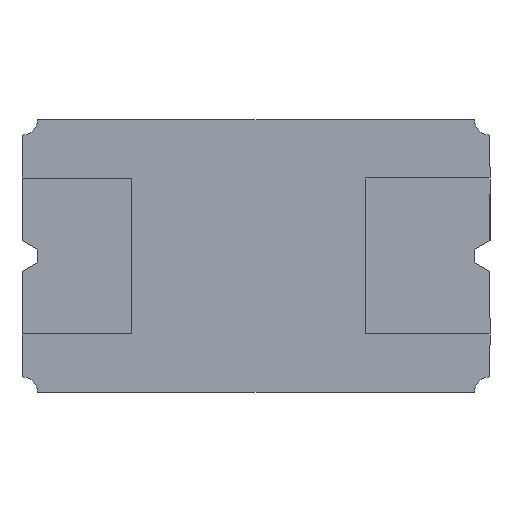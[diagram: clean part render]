
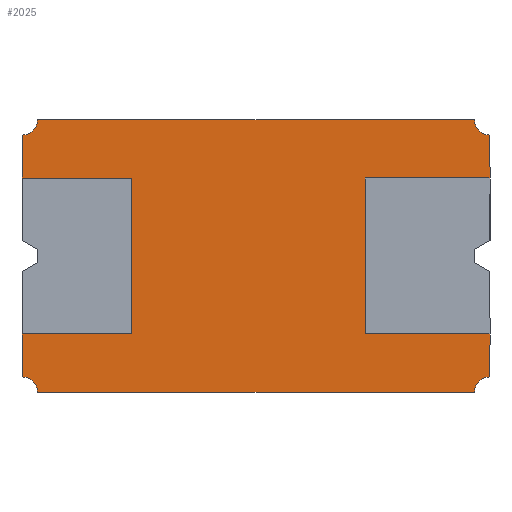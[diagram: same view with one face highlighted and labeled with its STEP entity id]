
A CAD part, front view. The second image highlights one B-rep face of the part: STEP entity #2025.
In plain terms, the highlighted planar face has unit normal (0, -1, 0).
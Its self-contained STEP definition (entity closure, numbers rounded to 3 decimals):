
#52 = EDGE_CURVE ( 'NONE', #601, #2378, #423, .T. ) ;
#56 = DIRECTION ( 'NONE',  ( 0., 0., -1. ) ) ;
#60 = ORIENTED_EDGE ( 'NONE', *, *, #1428, .F. ) ;
#93 = CARTESIAN_POINT ( 'NONE',  ( -1.6, 0., 1. ) ) ;
#121 = VECTOR ( 'NONE', #368, 1000. ) ;
#126 = ORIENTED_EDGE ( 'NONE', *, *, #1876, .F. ) ;
#140 = CARTESIAN_POINT ( 'NONE',  ( 2.8, 0., -1.75 ) ) ;
#151 = AXIS2_PLACEMENT_3D ( 'NONE', #1833, #1458, #509 ) ;
#210 = AXIS2_PLACEMENT_3D ( 'NONE', #977, #255, #56 ) ;
#216 = EDGE_CURVE ( 'NONE', #601, #2294, #1668, .T. ) ;
#255 = DIRECTION ( 'NONE',  ( 0., -1., 0. ) ) ;
#328 = ORIENTED_EDGE ( 'NONE', *, *, #2086, .F. ) ;
#335 = DIRECTION ( 'NONE',  ( 0., 0., -1. ) ) ;
#343 = VERTEX_POINT ( 'NONE', #417 ) ;
#352 = EDGE_LOOP ( 'NONE', ( #2061, #1722, #816, #2284, #2358, #1393, #384, #486, #938, #914, #328, #1949, #2038, #897, #126, #60 ) ) ;
#368 = DIRECTION ( 'NONE',  ( 0., 0., 1. ) ) ;
#384 = ORIENTED_EDGE ( 'NONE', *, *, #599, .F. ) ;
#390 = LINE ( 'NONE', #409, #2024 ) ;
#393 = CARTESIAN_POINT ( 'NONE',  ( -3., 0., 1.75 ) ) ;
#409 = CARTESIAN_POINT ( 'NONE',  ( 3., 0., 1.75 ) ) ;
#411 = CARTESIAN_POINT ( 'NONE',  ( -2.8, 0., -1.75 ) ) ;
#417 = CARTESIAN_POINT ( 'NONE',  ( -3., 0., -1.55 ) ) ;
#423 = CIRCLE ( 'NONE', #2240, 0.2 ) ;
#486 = ORIENTED_EDGE ( 'NONE', *, *, #1274, .F. ) ;
#487 = CARTESIAN_POINT ( 'NONE',  ( 1.4, 0., -1. ) ) ;
#505 = VECTOR ( 'NONE', #972, 1000. ) ;
#509 = DIRECTION ( 'NONE',  ( 0., 0., 1. ) ) ;
#511 = CARTESIAN_POINT ( 'NONE',  ( -2.8, 0., 1.75 ) ) ;
#586 = EDGE_CURVE ( 'NONE', #1455, #1295, #1755, .T. ) ;
#589 = CARTESIAN_POINT ( 'NONE',  ( -3., 0., 1.75 ) ) ;
#599 = EDGE_CURVE ( 'NONE', #693, #2378, #866, .T. ) ;
#600 = DIRECTION ( 'NONE',  ( 0., 1., 0. ) ) ;
#601 = VERTEX_POINT ( 'NONE', #2356 ) ;
#605 = LINE ( 'NONE', #2168, #1405 ) ;
#619 = DIRECTION ( 'NONE',  ( 0., 0., 1. ) ) ;
#623 = LINE ( 'NONE', #589, #505 ) ;
#652 = CARTESIAN_POINT ( 'NONE',  ( -3., 0., 1.55 ) ) ;
#658 = VERTEX_POINT ( 'NONE', #1819 ) ;
#661 = VERTEX_POINT ( 'NONE', #1830 ) ;
#693 = VERTEX_POINT ( 'NONE', #511 ) ;
#709 = EDGE_CURVE ( 'NONE', #2294, #2328, #778, .T. ) ;
#753 = VECTOR ( 'NONE', #1775, 1000. ) ;
#777 = CARTESIAN_POINT ( 'NONE',  ( 1.4, 0., 1. ) ) ;
#778 = LINE ( 'NONE', #922, #2153 ) ;
#791 = CARTESIAN_POINT ( 'NONE',  ( 3., 0., 1.75 ) ) ;
#816 = ORIENTED_EDGE ( 'NONE', *, *, #1517, .F. ) ;
#839 = VECTOR ( 'NONE', #619, 1000. ) ;
#866 = LINE ( 'NONE', #1063, #2349 ) ;
#897 = ORIENTED_EDGE ( 'NONE', *, *, #1998, .F. ) ;
#914 = ORIENTED_EDGE ( 'NONE', *, *, #1092, .F. ) ;
#922 = CARTESIAN_POINT ( 'NONE',  ( 1.4, 0., 1. ) ) ;
#938 = ORIENTED_EDGE ( 'NONE', *, *, #1075, .F. ) ;
#958 = VERTEX_POINT ( 'NONE', #93 ) ;
#972 = DIRECTION ( 'NONE',  ( 0., 0., 1. ) ) ;
#977 = CARTESIAN_POINT ( 'NONE',  ( 3., 0., -1.75 ) ) ;
#1035 = FACE_OUTER_BOUND ( 'NONE', #352, .T. ) ;
#1063 = CARTESIAN_POINT ( 'NONE',  ( 3., 0., 1.75 ) ) ;
#1075 = EDGE_CURVE ( 'NONE', #1404, #1518, #1983, .T. ) ;
#1092 = EDGE_CURVE ( 'NONE', #958, #1404, #605, .T. ) ;
#1095 = DIRECTION ( 'NONE',  ( -1., 0., 0. ) ) ;
#1145 = CARTESIAN_POINT ( 'NONE',  ( -1.6, 0., -1. ) ) ;
#1179 = CARTESIAN_POINT ( 'NONE',  ( 1.4, 0., -1. ) ) ;
#1186 = CARTESIAN_POINT ( 'NONE',  ( -3., 0., 1. ) ) ;
#1208 = DIRECTION ( 'NONE',  ( 0., 0., -1. ) ) ;
#1225 = LINE ( 'NONE', #487, #1829 ) ;
#1239 = VECTOR ( 'NONE', #1208, 1000. ) ;
#1254 = DIRECTION ( 'NONE',  ( -1., 0., 0. ) ) ;
#1274 = EDGE_CURVE ( 'NONE', #1518, #693, #1315, .T. ) ;
#1276 = CARTESIAN_POINT ( 'NONE',  ( -3., 0., -1.75 ) ) ;
#1287 = PLANE ( 'NONE',  #151 ) ;
#1295 = VERTEX_POINT ( 'NONE', #1145 ) ;
#1310 = CARTESIAN_POINT ( 'NONE',  ( -1.6, 0., -1. ) ) ;
#1315 = CIRCLE ( 'NONE', #2353, 0.2 ) ;
#1324 = DIRECTION ( 'NONE',  ( 0., -1., 0. ) ) ;
#1366 = VERTEX_POINT ( 'NONE', #411 ) ;
#1393 = ORIENTED_EDGE ( 'NONE', *, *, #52, .T. ) ;
#1396 = CARTESIAN_POINT ( 'NONE',  ( 3., 0., 1.75 ) ) ;
#1404 = VERTEX_POINT ( 'NONE', #1186 ) ;
#1405 = VECTOR ( 'NONE', #1254, 1000. ) ;
#1428 = EDGE_CURVE ( 'NONE', #661, #1626, #1988, .T. ) ;
#1438 = VECTOR ( 'NONE', #1629, 1000. ) ;
#1455 = VERTEX_POINT ( 'NONE', #1934 ) ;
#1458 = DIRECTION ( 'NONE',  ( 0., 1., 0. ) ) ;
#1517 = EDGE_CURVE ( 'NONE', #2328, #2205, #2350, .T. ) ;
#1518 = VERTEX_POINT ( 'NONE', #652 ) ;
#1539 = DIRECTION ( 'NONE',  ( 0., 0., -1. ) ) ;
#1572 = AXIS2_PLACEMENT_3D ( 'NONE', #1276, #2368, #335 ) ;
#1574 = CARTESIAN_POINT ( 'NONE',  ( 1.4, 0., -1. ) ) ;
#1600 = EDGE_CURVE ( 'NONE', #2205, #658, #1225, .T. ) ;
#1626 = VERTEX_POINT ( 'NONE', #140 ) ;
#1629 = DIRECTION ( 'NONE',  ( 1., 0., 0. ) ) ;
#1634 = CIRCLE ( 'NONE', #1572, 0.2 ) ;
#1655 = DIRECTION ( 'NONE',  ( 1., 0., 0. ) ) ;
#1668 = LINE ( 'NONE', #1396, #1239 ) ;
#1706 = DIRECTION ( 'NONE',  ( 0., 0., -1. ) ) ;
#1722 = ORIENTED_EDGE ( 'NONE', *, *, #1600, .F. ) ;
#1742 = CARTESIAN_POINT ( 'NONE',  ( -3., 0., 1.75 ) ) ;
#1743 = LINE ( 'NONE', #2343, #2109 ) ;
#1755 = LINE ( 'NONE', #2370, #1438 ) ;
#1775 = DIRECTION ( 'NONE',  ( 0., 0., -1. ) ) ;
#1777 = LINE ( 'NONE', #1310, #121 ) ;
#1819 = CARTESIAN_POINT ( 'NONE',  ( 3., 0., -1. ) ) ;
#1829 = VECTOR ( 'NONE', #2362, 1000. ) ;
#1830 = CARTESIAN_POINT ( 'NONE',  ( 3., 0., -1.55 ) ) ;
#1833 = CARTESIAN_POINT ( 'NONE',  ( 0., 0., 0. ) ) ;
#1876 = EDGE_CURVE ( 'NONE', #1626, #1366, #1743, .T. ) ;
#1903 = DIRECTION ( 'NONE',  ( 0., 0., 1. ) ) ;
#1934 = CARTESIAN_POINT ( 'NONE',  ( -3., 0., -1. ) ) ;
#1949 = ORIENTED_EDGE ( 'NONE', *, *, #586, .F. ) ;
#1983 = LINE ( 'NONE', #1742, #839 ) ;
#1988 = CIRCLE ( 'NONE', #210, 0.2 ) ;
#1994 = DIRECTION ( 'NONE',  ( -1., 0., 0. ) ) ;
#1998 = EDGE_CURVE ( 'NONE', #1366, #343, #1634, .T. ) ;
#2024 = VECTOR ( 'NONE', #1539, 1000. ) ;
#2025 = ADVANCED_FACE ( 'NONE', ( #1035 ), #1287, .F. ) ;
#2038 = ORIENTED_EDGE ( 'NONE', *, *, #2382, .F. ) ;
#2061 = ORIENTED_EDGE ( 'NONE', *, *, #2331, .F. ) ;
#2086 = EDGE_CURVE ( 'NONE', #1295, #958, #1777, .T. ) ;
#2093 = CARTESIAN_POINT ( 'NONE',  ( 2.8, 0., 1.75 ) ) ;
#2109 = VECTOR ( 'NONE', #1994, 1000. ) ;
#2153 = VECTOR ( 'NONE', #1095, 1000. ) ;
#2168 = CARTESIAN_POINT ( 'NONE',  ( -1.6, 0., 1. ) ) ;
#2205 = VERTEX_POINT ( 'NONE', #1179 ) ;
#2240 = AXIS2_PLACEMENT_3D ( 'NONE', #791, #600, #1903 ) ;
#2284 = ORIENTED_EDGE ( 'NONE', *, *, #709, .F. ) ;
#2294 = VERTEX_POINT ( 'NONE', #2308 ) ;
#2308 = CARTESIAN_POINT ( 'NONE',  ( 3., 0., 1. ) ) ;
#2328 = VERTEX_POINT ( 'NONE', #777 ) ;
#2331 = EDGE_CURVE ( 'NONE', #658, #661, #390, .T. ) ;
#2343 = CARTESIAN_POINT ( 'NONE',  ( 3., 0., -1.75 ) ) ;
#2349 = VECTOR ( 'NONE', #1655, 1000. ) ;
#2350 = LINE ( 'NONE', #1574, #753 ) ;
#2353 = AXIS2_PLACEMENT_3D ( 'NONE', #393, #1324, #1706 ) ;
#2356 = CARTESIAN_POINT ( 'NONE',  ( 3., 0., 1.55 ) ) ;
#2358 = ORIENTED_EDGE ( 'NONE', *, *, #216, .F. ) ;
#2362 = DIRECTION ( 'NONE',  ( 1., 0., 0. ) ) ;
#2368 = DIRECTION ( 'NONE',  ( 0., -1., 0. ) ) ;
#2370 = CARTESIAN_POINT ( 'NONE',  ( -1.6, 0., -1. ) ) ;
#2378 = VERTEX_POINT ( 'NONE', #2093 ) ;
#2382 = EDGE_CURVE ( 'NONE', #343, #1455, #623, .T. ) ;
